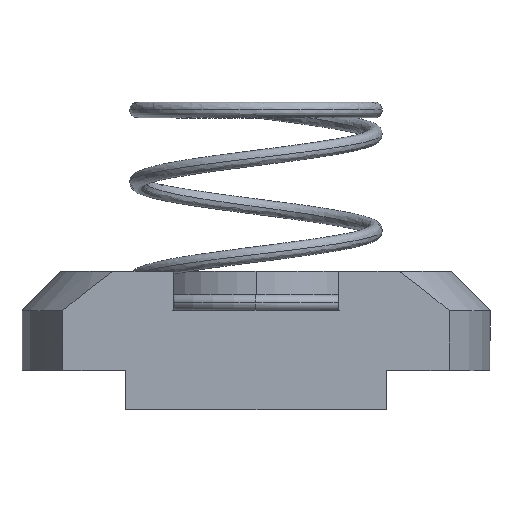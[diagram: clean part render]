
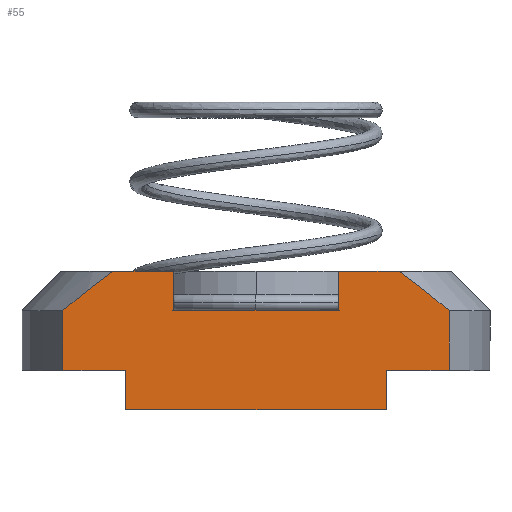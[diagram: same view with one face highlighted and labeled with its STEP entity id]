
A CAD part, top view. The second image highlights one B-rep face of the part: STEP entity #55.
In plain terms, the highlighted planar face has unit normal (0, 0, 1).
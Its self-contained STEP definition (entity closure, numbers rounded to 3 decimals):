
#55 = ADVANCED_FACE ( 'NONE', ( #2198 ), #1462, .T. ) ;
#113 = EDGE_CURVE ( 'NONE', #1921, #1916, #521, .T. ) ;
#118 = EDGE_CURVE ( 'NONE', #1925, #1923, #509, .T. ) ;
#119 = EDGE_CURVE ( 'NONE', #1928, #1926, #506, .T. ) ;
#123 = EDGE_CURVE ( 'NONE', #1930, #1921, #494, .T. ) ;
#124 = EDGE_CURVE ( 'NONE', #1930, #1923, #491, .T. ) ;
#125 = EDGE_CURVE ( 'NONE', #1925, #1931, #240, .T. ) ;
#126 = EDGE_CURVE ( 'NONE', #1931, #1932, #484, .T. ) ;
#127 = EDGE_CURVE ( 'NONE', #1932, #1933, #481, .T. ) ;
#128 = EDGE_CURVE ( 'NONE', #1933, #1935, #478, .T. ) ;
#129 = EDGE_CURVE ( 'NONE', #1935, #1936, #475, .T. ) ;
#130 = EDGE_CURVE ( 'NONE', #1936, #1934, #472, .T. ) ;
#131 = EDGE_CURVE ( 'NONE', #1934, #1928, #237, .T. ) ;
#132 = EDGE_CURVE ( 'NONE', #1926, #1890, #465, .T. ) ;
#133 = EDGE_CURVE ( 'NONE', #1890, #1916, #462, .T. ) ;
#237 = B_SPLINE_CURVE_WITH_KNOTS ( 'NONE', 3,
 ( #485, #469, #468, #467 ),
 .UNSPECIFIED., .F., .F.,
 ( 4, 4 ),
 ( 0.027, 0.029 ),
 .UNSPECIFIED. ) ;
#240 = B_SPLINE_CURVE_WITH_KNOTS ( 'NONE', 3,
 ( #498, #488, #487, #486 ),
 .UNSPECIFIED., .F., .F.,
 ( 4, 4 ),
 ( 0.012, 0.015 ),
 .UNSPECIFIED. ) ;
#282 = CARTESIAN_POINT ( 'NONE',  ( -3.161, 5.3, 5.1 ) ) ;
#283 = CARTESIAN_POINT ( 'NONE',  ( -3.161, 3.8, 5.1 ) ) ;
#284 = CARTESIAN_POINT ( 'NONE',  ( -5.499, 5.3, 5.1 ) ) ;
#285 = CARTESIAN_POINT ( 'NONE',  ( 3.161, 3.8, 5.1 ) ) ;
#286 = CARTESIAN_POINT ( 'NONE',  ( 3.161, 5.3, 5.1 ) ) ;
#287 = CARTESIAN_POINT ( 'NONE',  ( 5.499, 5.3, 5.1 ) ) ;
#288 = CARTESIAN_POINT ( 'NONE',  ( 5., 1.5, 5.1 ) ) ;
#290 = CARTESIAN_POINT ( 'NONE',  ( -7.416, 3.8, 5.1 ) ) ;
#292 = CARTESIAN_POINT ( 'NONE',  ( -7.416, 1.5, 5.1 ) ) ;
#293 = CARTESIAN_POINT ( 'NONE',  ( 7.416, 3.8, 5.1 ) ) ;
#295 = CARTESIAN_POINT ( 'NONE',  ( 7.416, 1.5, 5.1 ) ) ;
#297 = CARTESIAN_POINT ( 'NONE',  ( 5., 0., 5.1 ) ) ;
#302 = CARTESIAN_POINT ( 'NONE',  ( -5., 0., 5.1 ) ) ;
#328 = CARTESIAN_POINT ( 'NONE',  ( -5., 1.5, 5.1 ) ) ;
#460 = DIRECTION ( 'NONE',  ( 0., -1., 0. ) ) ;
#461 = CARTESIAN_POINT ( 'NONE',  ( -5., 1.5, 5.1 ) ) ;
#462 = LINE ( 'NONE', #461, #2297 ) ;
#463 = DIRECTION ( 'NONE',  ( 1., 0., 0. ) ) ;
#464 = CARTESIAN_POINT ( 'NONE',  ( -7.416, 1.5, 5.1 ) ) ;
#465 = LINE ( 'NONE', #464, #2299 ) ;
#467 = CARTESIAN_POINT ( 'NONE',  ( -7.416, 3.8, 5.1 ) ) ;
#468 = CARTESIAN_POINT ( 'NONE',  ( -6.79, 4.315, 5.1 ) ) ;
#469 = CARTESIAN_POINT ( 'NONE',  ( -6.155, 4.819, 5.1 ) ) ;
#470 = DIRECTION ( 'NONE',  ( -1., 0., 0. ) ) ;
#471 = CARTESIAN_POINT ( 'NONE',  ( -7.416, 5.3, 5.1 ) ) ;
#472 = LINE ( 'NONE', #471, #2260 ) ;
#473 = DIRECTION ( 'NONE',  ( 0., 1., 0. ) ) ;
#474 = CARTESIAN_POINT ( 'NONE',  ( -3.161, 0., 5.1 ) ) ;
#475 = LINE ( 'NONE', #474, #2268 ) ;
#476 = DIRECTION ( 'NONE',  ( -1., 0., 0. ) ) ;
#477 = CARTESIAN_POINT ( 'NONE',  ( -4.25, 3.8, 5.1 ) ) ;
#478 = LINE ( 'NONE', #477, #2267 ) ;
#479 = DIRECTION ( 'NONE',  ( 0., -1., 0. ) ) ;
#480 = CARTESIAN_POINT ( 'NONE',  ( 3.161, 0., 5.1 ) ) ;
#481 = LINE ( 'NONE', #480, #2303 ) ;
#482 = DIRECTION ( 'NONE',  ( -1., 0., 0. ) ) ;
#483 = CARTESIAN_POINT ( 'NONE',  ( -7.416, 5.3, 5.1 ) ) ;
#484 = LINE ( 'NONE', #483, #2295 ) ;
#485 = CARTESIAN_POINT ( 'NONE',  ( -5.499, 5.3, 5.1 ) ) ;
#486 = CARTESIAN_POINT ( 'NONE',  ( 5.499, 5.3, 5.1 ) ) ;
#487 = CARTESIAN_POINT ( 'NONE',  ( 6.154, 4.82, 5.1 ) ) ;
#488 = CARTESIAN_POINT ( 'NONE',  ( 6.789, 4.316, 5.1 ) ) ;
#489 = DIRECTION ( 'NONE',  ( 1., 0., 0. ) ) ;
#490 = CARTESIAN_POINT ( 'NONE',  ( -7.416, 1.5, 5.1 ) ) ;
#491 = LINE ( 'NONE', #490, #2263 ) ;
#492 = DIRECTION ( 'NONE',  ( 0., -1., 0. ) ) ;
#493 = CARTESIAN_POINT ( 'NONE',  ( 5., 1.5, 5.1 ) ) ;
#494 = LINE ( 'NONE', #493, #2269 ) ;
#498 = CARTESIAN_POINT ( 'NONE',  ( 7.416, 3.8, 5.1 ) ) ;
#504 = DIRECTION ( 'NONE',  ( 0., -1., 0. ) ) ;
#505 = CARTESIAN_POINT ( 'NONE',  ( -7.416, 5.3, 5.1 ) ) ;
#506 = LINE ( 'NONE', #505, #2160 ) ;
#507 = DIRECTION ( 'NONE',  ( 0., -1., 0. ) ) ;
#508 = CARTESIAN_POINT ( 'NONE',  ( 7.416, 5.3, 5.1 ) ) ;
#509 = LINE ( 'NONE', #508, #2164 ) ;
#519 = DIRECTION ( 'NONE',  ( -1., 0., 0. ) ) ;
#520 = CARTESIAN_POINT ( 'NONE',  ( -7.416, 0., 5.1 ) ) ;
#521 = LINE ( 'NONE', #520, #2110 ) ;
#1459 = DIRECTION ( 'NONE',  ( 1., 0., 0. ) ) ;
#1460 = DIRECTION ( 'NONE',  ( 0., 0., 1. ) ) ;
#1461 = CARTESIAN_POINT ( 'NONE',  ( -7.416, 5.3, 5.1 ) ) ;
#1462 = PLANE ( 'NONE',  #2136 ) ;
#1890 = VERTEX_POINT ( 'NONE', #328 ) ;
#1916 = VERTEX_POINT ( 'NONE', #302 ) ;
#1921 = VERTEX_POINT ( 'NONE', #297 ) ;
#1923 = VERTEX_POINT ( 'NONE', #295 ) ;
#1925 = VERTEX_POINT ( 'NONE', #293 ) ;
#1926 = VERTEX_POINT ( 'NONE', #292 ) ;
#1928 = VERTEX_POINT ( 'NONE', #290 ) ;
#1930 = VERTEX_POINT ( 'NONE', #288 ) ;
#1931 = VERTEX_POINT ( 'NONE', #287 ) ;
#1932 = VERTEX_POINT ( 'NONE', #286 ) ;
#1933 = VERTEX_POINT ( 'NONE', #285 ) ;
#1934 = VERTEX_POINT ( 'NONE', #284 ) ;
#1935 = VERTEX_POINT ( 'NONE', #283 ) ;
#1936 = VERTEX_POINT ( 'NONE', #282 ) ;
#1945 = EDGE_LOOP ( 'NONE', ( #2022, #2024, #2023, #2025, #2027, #2029, #2028, #2031, #2032, #2033, #2034, #2035, #2036, #2038 ) ) ;
#2022 = ORIENTED_EDGE ( 'NONE', *, *, #113, .F. ) ;
#2023 = ORIENTED_EDGE ( 'NONE', *, *, #124, .T. ) ;
#2024 = ORIENTED_EDGE ( 'NONE', *, *, #123, .F. ) ;
#2025 = ORIENTED_EDGE ( 'NONE', *, *, #118, .F. ) ;
#2027 = ORIENTED_EDGE ( 'NONE', *, *, #125, .T. ) ;
#2028 = ORIENTED_EDGE ( 'NONE', *, *, #127, .T. ) ;
#2029 = ORIENTED_EDGE ( 'NONE', *, *, #126, .T. ) ;
#2031 = ORIENTED_EDGE ( 'NONE', *, *, #128, .T. ) ;
#2032 = ORIENTED_EDGE ( 'NONE', *, *, #129, .T. ) ;
#2033 = ORIENTED_EDGE ( 'NONE', *, *, #130, .T. ) ;
#2034 = ORIENTED_EDGE ( 'NONE', *, *, #131, .T. ) ;
#2035 = ORIENTED_EDGE ( 'NONE', *, *, #119, .T. ) ;
#2036 = ORIENTED_EDGE ( 'NONE', *, *, #132, .T. ) ;
#2038 = ORIENTED_EDGE ( 'NONE', *, *, #133, .T. ) ;
#2110 = VECTOR ( 'NONE', #519, 1000. ) ;
#2136 = AXIS2_PLACEMENT_3D ( 'NONE', #1461, #1460, #1459 ) ;
#2160 = VECTOR ( 'NONE', #504, 1000. ) ;
#2164 = VECTOR ( 'NONE', #507, 1000. ) ;
#2198 = FACE_OUTER_BOUND ( 'NONE', #1945, .T. ) ;
#2260 = VECTOR ( 'NONE', #470, 1000. ) ;
#2263 = VECTOR ( 'NONE', #489, 1000. ) ;
#2267 = VECTOR ( 'NONE', #476, 1000. ) ;
#2268 = VECTOR ( 'NONE', #473, 1000. ) ;
#2269 = VECTOR ( 'NONE', #492, 1000. ) ;
#2295 = VECTOR ( 'NONE', #482, 1000. ) ;
#2297 = VECTOR ( 'NONE', #460, 1000. ) ;
#2299 = VECTOR ( 'NONE', #463, 1000. ) ;
#2303 = VECTOR ( 'NONE', #479, 1000. ) ;
